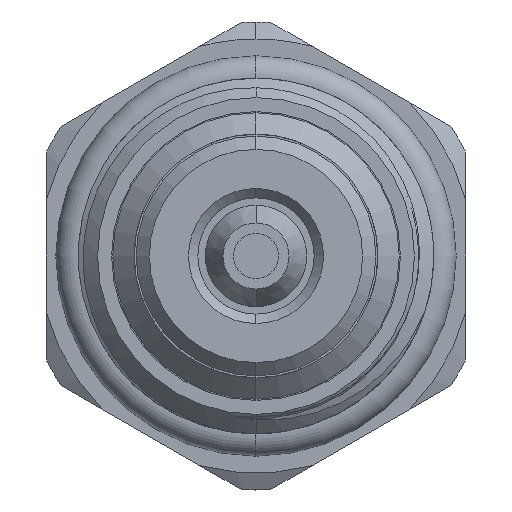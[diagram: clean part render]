
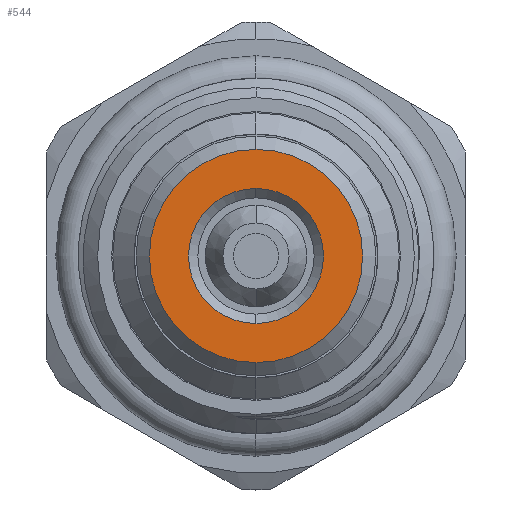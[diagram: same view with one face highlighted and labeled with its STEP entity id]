
A CAD part, front view. The second image highlights one B-rep face of the part: STEP entity #544.
In plain terms, the highlighted planar face has unit normal (0, -1, 0).
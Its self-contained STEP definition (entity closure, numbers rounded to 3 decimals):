
#544 = ADVANCED_FACE ( 'NONE', ( #2893, #2869 ), #4219, .F. ) ;
#606 = VERTEX_POINT ( 'NONE', #3612 ) ;
#639 = VERTEX_POINT ( 'NONE', #3247 ) ;
#660 = ORIENTED_EDGE ( 'NONE', *, *, #4600, .T. ) ;
#910 = ORIENTED_EDGE ( 'NONE', *, *, #4676, .T. ) ;
#1042 = EDGE_LOOP ( 'NONE', ( #910, #1060 ) ) ;
#1060 = ORIENTED_EDGE ( 'NONE', *, *, #4649, .T. ) ;
#1149 = ORIENTED_EDGE ( 'NONE', *, *, #4693, .T. ) ;
#1301 = VERTEX_POINT ( 'NONE', #5254 ) ;
#1322 = VERTEX_POINT ( 'NONE', #5063 ) ;
#1492 = EDGE_LOOP ( 'NONE', ( #660, #1149 ) ) ;
#1578 = CARTESIAN_POINT ( 'NONE',  ( 0., -35.8, 0. ) ) ;
#1589 = DIRECTION ( 'NONE',  ( 0., -1., 0. ) ) ;
#1591 = DIRECTION ( 'NONE',  ( 0., 0., -1. ) ) ;
#1599 = CARTESIAN_POINT ( 'NONE',  ( 0., -35.8, 0. ) ) ;
#2272 = DIRECTION ( 'NONE',  ( 0., 1., 0. ) ) ;
#2334 = DIRECTION ( 'NONE',  ( 0., 0., -1. ) ) ;
#2356 = CARTESIAN_POINT ( 'NONE',  ( 0., -35.8, 0. ) ) ;
#2357 = DIRECTION ( 'NONE',  ( 0., 1., 0. ) ) ;
#2358 = DIRECTION ( 'NONE',  ( 0., 0., -1. ) ) ;
#2458 = DIRECTION ( 'NONE',  ( 0., 0., -1. ) ) ;
#2459 = DIRECTION ( 'NONE',  ( 0., -1., 0. ) ) ;
#2460 = CARTESIAN_POINT ( 'NONE',  ( 0., -35.8, 0. ) ) ;
#2815 = CIRCLE ( 'NONE', #5347, 5.65 ) ;
#2869 = FACE_BOUND ( 'NONE', #1042, .T. ) ;
#2893 = FACE_OUTER_BOUND ( 'NONE', #1492, .T. ) ;
#2953 = CIRCLE ( 'NONE', #5334, 3.58 ) ;
#2993 = CIRCLE ( 'NONE', #5322, 3.58 ) ;
#3016 = CIRCLE ( 'NONE', #5326, 5.65 ) ;
#3247 = CARTESIAN_POINT ( 'NONE',  ( 0., -35.8, -5.65 ) ) ;
#3612 = CARTESIAN_POINT ( 'NONE',  ( 0., -35.8, 3.58 ) ) ;
#4156 = DIRECTION ( 'NONE',  ( 0., 0., -1. ) ) ;
#4166 = DIRECTION ( 'NONE',  ( 0., 1., 0. ) ) ;
#4219 = PLANE ( 'NONE',  #4416 ) ;
#4220 = CARTESIAN_POINT ( 'NONE',  ( 0., -35.8, 0. ) ) ;
#4416 = AXIS2_PLACEMENT_3D ( 'NONE', #4220, #4166, #4156 ) ;
#4600 = EDGE_CURVE ( 'NONE', #639, #1301, #2815, .T. ) ;
#4649 = EDGE_CURVE ( 'NONE', #1322, #606, #2953, .T. ) ;
#4676 = EDGE_CURVE ( 'NONE', #606, #1322, #2993, .T. ) ;
#4693 = EDGE_CURVE ( 'NONE', #1301, #639, #3016, .T. ) ;
#5063 = CARTESIAN_POINT ( 'NONE',  ( 0., -35.8, -3.58 ) ) ;
#5254 = CARTESIAN_POINT ( 'NONE',  ( 0., -35.8, 5.65 ) ) ;
#5322 = AXIS2_PLACEMENT_3D ( 'NONE', #1578, #2272, #2334 ) ;
#5326 = AXIS2_PLACEMENT_3D ( 'NONE', #2460, #2459, #2458 ) ;
#5334 = AXIS2_PLACEMENT_3D ( 'NONE', #2356, #2357, #2358 ) ;
#5347 = AXIS2_PLACEMENT_3D ( 'NONE', #1599, #1589, #1591 ) ;
